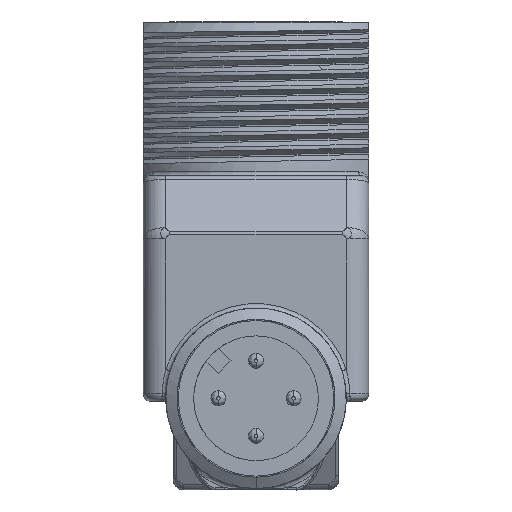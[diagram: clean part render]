
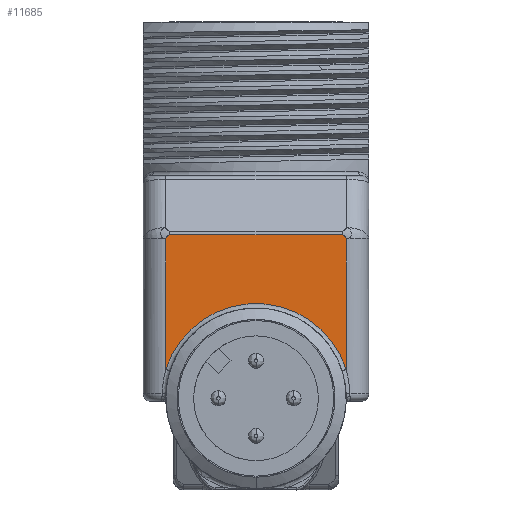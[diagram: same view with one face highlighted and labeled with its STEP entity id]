
A CAD part, front view. The second image highlights one B-rep face of the part: STEP entity #11685.
In plain terms, the highlighted planar face has unit normal (0, -1, 0).
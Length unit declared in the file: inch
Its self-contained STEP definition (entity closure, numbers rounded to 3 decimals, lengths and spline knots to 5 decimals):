
#1039=DIRECTION('',(0.,0.,-1.));
#1040=VECTOR('',#1039,0.34162);
#1041=CARTESIAN_POINT('',(-0.23622,-0.67913,
0.13772));
#1042=LINE('',#1041,#1040);
#1052=CARTESIAN_POINT('',(-0.23622,-0.67913,
0.13772));
#1053=CARTESIAN_POINT('',(-0.23608,-0.67913,
0.14281));
#1054=CARTESIAN_POINT('',(-0.23076,-0.67913,
0.14827));
#1055=CARTESIAN_POINT('',(-0.22567,-0.67913,
0.14827));
#1057=CARTESIAN_POINT('',(0.23622,-0.67913,
0.13772));
#1058=CARTESIAN_POINT('',(0.23608,-0.67913,
0.14281));
#1059=CARTESIAN_POINT('',(0.23076,-0.67913,
0.14827));
#1060=CARTESIAN_POINT('',(0.22567,-0.67913,
0.14827));
#1066=DIRECTION('',(0.,0.,1.));
#1067=VECTOR('',#1066,0.34162);
#1068=CARTESIAN_POINT('',(0.23622,-0.67913,
-0.2039));
#1069=LINE('',#1068,#1067);
#4341=CARTESIAN_POINT('',(-0.23622,-0.67913,
-0.2039));
#4361=CARTESIAN_POINT('',(0.,-0.67913,-0.27953));
#4362=DIRECTION('',(0.,-1.,0.));
#4363=DIRECTION('',(0.952,0.,0.305));
#4364=AXIS2_PLACEMENT_3D('',#4361,#4362,#4363);
#5971=DIRECTION('',(-1.,0.,0.));
#5972=VECTOR('',#5971,0.45134);
#5973=CARTESIAN_POINT('',(0.22567,-0.67913,
0.14827));
#5974=LINE('',#5973,#5972);
#10095=VERTEX_POINT('',#1057);
#10096=VERTEX_POINT('',#1060);
#10102=CARTESIAN_POINT('',(-0.22567,-0.67913,
0.14827));
#10103=VERTEX_POINT('',#10102);
#10104=VERTEX_POINT('',#1052);
#10779=VERTEX_POINT('',#4341);
#10783=CARTESIAN_POINT('',(0.23622,-0.67913,
-0.2039));
#10784=VERTEX_POINT('',#10783);
#11667=CARTESIAN_POINT('',(-0.29528,-0.67913,0.));
#11668=DIRECTION('',(0.,-1.,0.));
#11669=DIRECTION('',(1.,0.,0.));
#11670=AXIS2_PLACEMENT_3D('',#11667,#11668,#11669);
#11671=PLANE('',#11670);
#11673=ORIENTED_EDGE('',*,*,#11672,.F.);
#11675=ORIENTED_EDGE('',*,*,#11674,.T.);
#11676=ORIENTED_EDGE('',*,*,#11655,.F.);
#11678=ORIENTED_EDGE('',*,*,#11677,.T.);
#11680=ORIENTED_EDGE('',*,*,#11679,.F.);
#11682=ORIENTED_EDGE('',*,*,#11681,.F.);
#11683=EDGE_LOOP('',(#11673,#11675,#11676,#11678,#11680,#11682));
#11684=FACE_OUTER_BOUND('',#11683,.F.);
#11685=ADVANCED_FACE('',(#11684),#11671,.T.);
#1056=B_SPLINE_CURVE_WITH_KNOTS('',3,(#1052,#1053,#1054,#1055),.UNSPECIFIED.,
.F.,.F.,(4,4),(0.,1.),.UNSPECIFIED.);
#1061=B_SPLINE_CURVE_WITH_KNOTS('',3,(#1057,#1058,#1059,#1060),.UNSPECIFIED.,
.F.,.F.,(4,4),(0.,1.),.UNSPECIFIED.);
#4365=CIRCLE('',#4364,0.24803);
#11655=EDGE_CURVE('',#10104,#10779,#1042,.T.);
#11672=EDGE_CURVE('',#10784,#10095,#1069,.T.);
#11674=EDGE_CURVE('',#10784,#10779,#4365,.T.);
#11677=EDGE_CURVE('',#10104,#10103,#1056,.T.);
#11679=EDGE_CURVE('',#10096,#10103,#5974,.T.);
#11681=EDGE_CURVE('',#10095,#10096,#1061,.T.);
